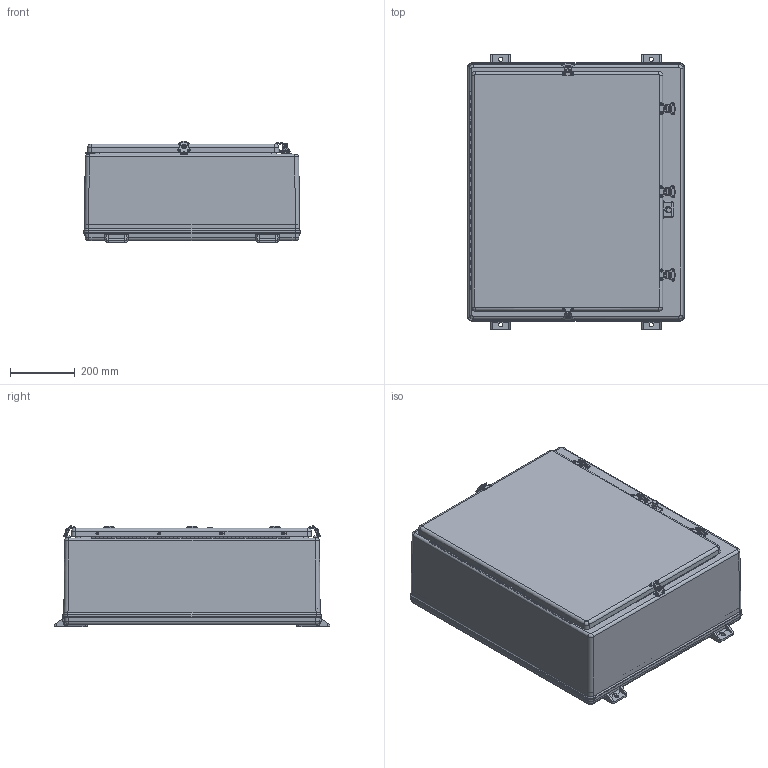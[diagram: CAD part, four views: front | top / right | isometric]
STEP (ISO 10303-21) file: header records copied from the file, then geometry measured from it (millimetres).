
FILE_DESCRIPTION (( 'STEP AP214' ), '1' );
FILE_NAME ('T302410HWT.STEP', '2018-11-08T13:55:30', ( '' ), ( '' ), 'SwSTEP 2.0', 'SolidWorks 2018', '' );
FILE_SCHEMA (( 'AUTOMOTIVE_DESIGN' ));
Length unit declared in the file: inch
Products named in the file (1): T302410HWT
Bounding box: 668.34 x 848.52 x 311.7 mm (x, y, z)
Volume: 10564976.8 mm3; surface area: 4242718.4 mm2
Topology: 65 solids, 65 shells, 1791 faces, 4342 edges, 2673 vertices
Faces by surface type: cylinder 710, plane 683, bspline 314, cone 48, torus 36
Full cylindrical faces by diameter (mm): 1.587 x16, 1.588 x4, 2.54 x8, 3.175 x49, 3.302 x38, 3.429 x10, 3.5 x10, 3.556 x20, 3.683 x2, 3.969 x10, 4.762 x8, 4.763 x10, 5.08 x10, 5.105 x9, 5.11 x1, 6.35 x1, 7.137 x6, 8.64 x2, 9.068 x8, 10.312 x1, 12.954 x2, 12.959 x2, 14.3 x4
Entity records: 88768 total; most frequent: CARTESIAN_POINT 25576, ORIENTED_EDGE 7804, DIRECTION 7722, EDGE_CURVE 3902, AXIS2_PLACEMENT_3D 2920, VERTEX_POINT 2609, EDGE_LOOP 2507, FACE_OUTER_BOUND 2085
